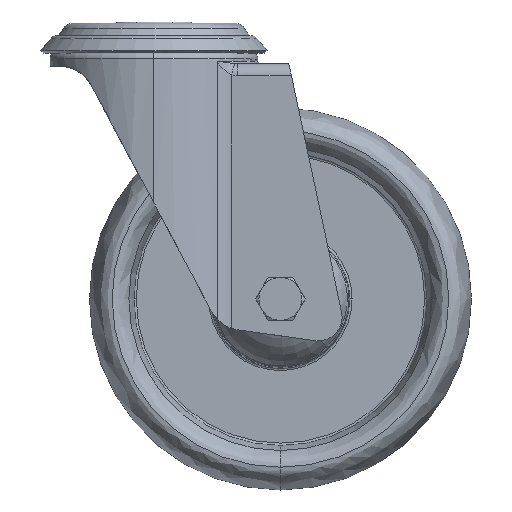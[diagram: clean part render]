
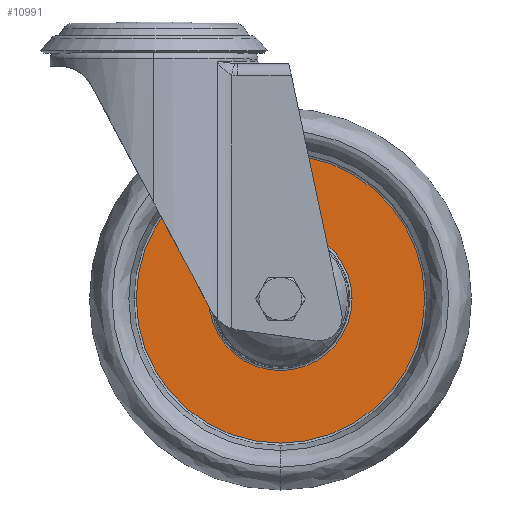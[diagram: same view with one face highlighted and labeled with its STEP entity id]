
A CAD part, top view. The second image highlights one B-rep face of the part: STEP entity #10991.
In plain terms, the highlighted planar face has unit normal (0, 0, 1).
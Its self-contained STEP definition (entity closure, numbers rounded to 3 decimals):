
#104 = CARTESIAN_POINT ( 'NONE',  ( 79.455, -53.652, 4.75 ) ) ;
#256 = DIRECTION ( 'NONE',  ( 0., 0., -1. ) ) ;
#623 = AXIS2_PLACEMENT_3D ( 'NONE', #7349, #6470, #6366 ) ;
#885 = VERTEX_POINT ( 'NONE', #104 ) ;
#1221 = CARTESIAN_POINT ( 'NONE',  ( 49.062, -53.652, 4.75 ) ) ;
#1639 = CIRCLE ( 'NONE', #2777, 60.391 ) ;
#1744 = DIRECTION ( 'NONE',  ( 0., 0., -1. ) ) ;
#2131 = AXIS2_PLACEMENT_3D ( 'NONE', #7182, #6299, #2762 ) ;
#2309 = FACE_OUTER_BOUND ( 'NONE', #4002, .T. ) ;
#2762 = DIRECTION ( 'NONE',  ( -1., 0., 0. ) ) ;
#2777 = AXIS2_PLACEMENT_3D ( 'NONE', #9814, #1744, #10611 ) ;
#2954 = ORIENTED_EDGE ( 'NONE', *, *, #11033, .T. ) ;
#3138 = DIRECTION ( 'NONE',  ( -1., 0., 0. ) ) ;
#3568 = VERTEX_POINT ( 'NONE', #1221 ) ;
#4002 = EDGE_LOOP ( 'NONE', ( #5822, #5302 ) ) ;
#4647 = EDGE_CURVE ( 'NONE', #9773, #3568, #9254, .T. ) ;
#4697 = PLANE ( 'NONE',  #623 ) ;
#4806 = DIRECTION ( 'NONE',  ( -1., 0., 0. ) ) ;
#5147 = EDGE_CURVE ( 'NONE', #5953, #885, #1639, .T. ) ;
#5302 = ORIENTED_EDGE ( 'NONE', *, *, #5429, .F. ) ;
#5429 = EDGE_CURVE ( 'NONE', #885, #5953, #6813, .T. ) ;
#5666 = CARTESIAN_POINT ( 'NONE',  ( 19.064, -53.652, 4.75 ) ) ;
#5822 = ORIENTED_EDGE ( 'NONE', *, *, #5147, .F. ) ;
#5953 = VERTEX_POINT ( 'NONE', #10892 ) ;
#6299 = DIRECTION ( 'NONE',  ( 0., 0., -1. ) ) ;
#6366 = DIRECTION ( 'NONE',  ( -1., 0., 0. ) ) ;
#6470 = DIRECTION ( 'NONE',  ( 0., 0., -1. ) ) ;
#6813 = CIRCLE ( 'NONE', #8827, 60.391 ) ;
#7100 = CIRCLE ( 'NONE', #2131, 29.997 ) ;
#7182 = CARTESIAN_POINT ( 'NONE',  ( 19.064, -53.652, 4.75 ) ) ;
#7349 = CARTESIAN_POINT ( 'NONE',  ( 19.064, -23.654, 4.75 ) ) ;
#7358 = CARTESIAN_POINT ( 'NONE',  ( -10.933, -53.652, 4.75 ) ) ;
#8124 = FACE_BOUND ( 'NONE', #9868, .T. ) ;
#8827 = AXIS2_PLACEMENT_3D ( 'NONE', #10077, #256, #3138 ) ;
#9254 = CIRCLE ( 'NONE', #10728, 29.997 ) ;
#9416 = ORIENTED_EDGE ( 'NONE', *, *, #4647, .T. ) ;
#9773 = VERTEX_POINT ( 'NONE', #7358 ) ;
#9814 = CARTESIAN_POINT ( 'NONE',  ( 19.064, -53.652, 4.75 ) ) ;
#9868 = EDGE_LOOP ( 'NONE', ( #9416, #2954 ) ) ;
#10077 = CARTESIAN_POINT ( 'NONE',  ( 19.064, -53.652, 4.75 ) ) ;
#10095 = DIRECTION ( 'NONE',  ( 0., 0., -1. ) ) ;
#10611 = DIRECTION ( 'NONE',  ( -1., 0., 0. ) ) ;
#10728 = AXIS2_PLACEMENT_3D ( 'NONE', #5666, #10095, #4806 ) ;
#10892 = CARTESIAN_POINT ( 'NONE',  ( -41.327, -53.652, 4.75 ) ) ;
#10991 = ADVANCED_FACE ( 'NONE', ( #2309, #8124 ), #4697, .F. ) ;
#11033 = EDGE_CURVE ( 'NONE', #3568, #9773, #7100, .T. ) ;
